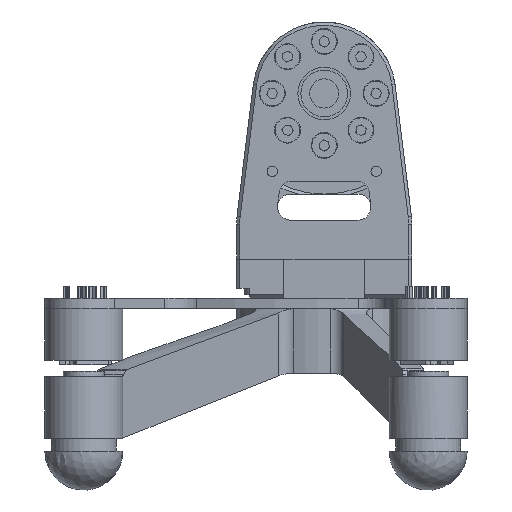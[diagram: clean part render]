
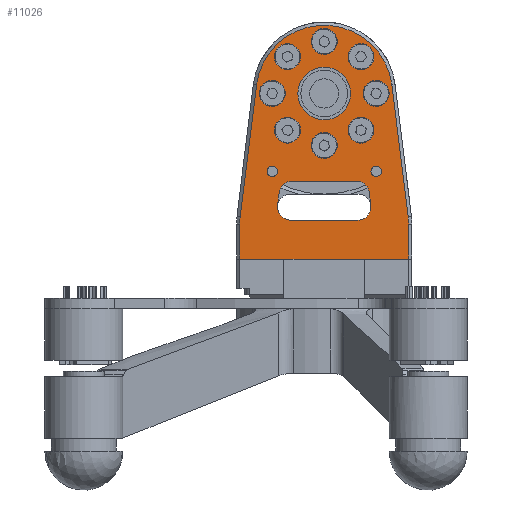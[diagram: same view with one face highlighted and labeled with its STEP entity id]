
A CAD part, left-side view. The second image highlights one B-rep face of the part: STEP entity #11026.
In plain terms, the highlighted face is planar.
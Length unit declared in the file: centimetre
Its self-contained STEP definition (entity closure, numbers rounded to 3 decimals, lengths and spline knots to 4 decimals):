
#3400=PLANE('',#11813);
#3845=VECTOR('',#13643,1.);
#3851=VECTOR('',#13656,1.);
#3855=VECTOR('',#13667,1.);
#3859=VECTOR('',#13678,1.);
#3860=VECTOR('',#13698,1.);
#3861=VECTOR('',#13701,1.);
#3862=VECTOR('',#13704,1.);
#3863=VECTOR('',#13707,1.);
#3864=VECTOR('',#13714,1.);
#4360=LINE('',#16592,#3845);
#4366=LINE('',#16608,#3851);
#4370=LINE('',#16620,#3855);
#4374=LINE('',#16632,#3859);
#4375=LINE('',#16652,#3860);
#4376=LINE('',#16657,#3861);
#4377=LINE('',#16661,#3862);
#4378=LINE('',#16665,#3863);
#4379=LINE('',#16672,#3864);
#5046=VERTEX_POINT('',#16591);
#5047=VERTEX_POINT('',#16593);
#5049=VERTEX_POINT('',#16599);
#5051=VERTEX_POINT('',#16605);
#5053=VERTEX_POINT('',#16611);
#5055=VERTEX_POINT('',#16617);
#5057=VERTEX_POINT('',#16623);
#5059=VERTEX_POINT('',#16629);
#5061=VERTEX_POINT('',#16635);
#5062=VERTEX_POINT('',#16637);
#5063=VERTEX_POINT('',#16639);
#5064=VERTEX_POINT('',#16641);
#5065=VERTEX_POINT('',#16643);
#5066=VERTEX_POINT('',#16645);
#5067=VERTEX_POINT('',#16647);
#5068=VERTEX_POINT('',#16649);
#5069=VERTEX_POINT('',#16651);
#5070=VERTEX_POINT('',#16653);
#5071=VERTEX_POINT('',#16654);
#5072=VERTEX_POINT('',#16656);
#5073=VERTEX_POINT('',#16658);
#5074=VERTEX_POINT('',#16660);
#5075=VERTEX_POINT('',#16662);
#5076=VERTEX_POINT('',#16664);
#5077=VERTEX_POINT('',#16666);
#5078=VERTEX_POINT('',#16669);
#5079=VERTEX_POINT('',#16671);
#5535=CIRCLE('',#11803,0.95);
#5537=CIRCLE('',#11807,1.05);
#5539=CIRCLE('',#11811,0.95);
#5540=CIRCLE('',#11814,0.2);
#5541=CIRCLE('',#11815,0.2);
#5542=CIRCLE('',#11816,0.2);
#5543=CIRCLE('',#11817,0.2);
#5544=CIRCLE('',#11818,0.2);
#5545=CIRCLE('',#11819,0.2);
#5546=CIRCLE('',#11820,0.2);
#5547=CIRCLE('',#11821,0.2);
#5548=CIRCLE('',#11822,0.405);
#5549=CIRCLE('',#11823,0.2);
#5550=CIRCLE('',#11824,0.2);
#5551=CIRCLE('',#11825,0.2);
#5552=CIRCLE('',#11826,0.2);
#5553=CIRCLE('',#11827,0.08);
#5554=CIRCLE('',#11828,0.08);
#6430=EDGE_CURVE('',#5046,#5047,#4360,.T.);
#6435=EDGE_CURVE('',#5047,#5049,#5535,.T.);
#6438=EDGE_CURVE('',#5049,#5051,#4366,.T.);
#6441=EDGE_CURVE('',#5051,#5053,#5537,.T.);
#6444=EDGE_CURVE('',#5053,#5055,#4370,.T.);
#6447=EDGE_CURVE('',#5055,#5057,#5539,.T.);
#6450=EDGE_CURVE('',#5057,#5059,#4374,.T.);
#6451=EDGE_CURVE('',#5061,#5061,#5540,.T.);
#6452=EDGE_CURVE('',#5062,#5062,#5541,.T.);
#6453=EDGE_CURVE('',#5063,#5063,#5542,.T.);
#6454=EDGE_CURVE('',#5064,#5064,#5543,.T.);
#6455=EDGE_CURVE('',#5065,#5065,#5544,.T.);
#6456=EDGE_CURVE('',#5066,#5066,#5545,.T.);
#6457=EDGE_CURVE('',#5067,#5067,#5546,.T.);
#6458=EDGE_CURVE('',#5068,#5068,#5547,.T.);
#6459=EDGE_CURVE('',#5069,#5069,#5548,.T.);
#6460=EDGE_CURVE('',#5070,#5071,#4375,.T.);
#6461=EDGE_CURVE('',#5072,#5071,#5549,.T.);
#6462=EDGE_CURVE('',#5072,#5073,#4376,.T.);
#6463=EDGE_CURVE('',#5074,#5073,#5550,.T.);
#6464=EDGE_CURVE('',#5074,#5075,#4377,.T.);
#6465=EDGE_CURVE('',#5076,#5075,#5551,.T.);
#6466=EDGE_CURVE('',#5076,#5077,#4378,.T.);
#6467=EDGE_CURVE('',#5070,#5077,#5552,.T.);
#6468=EDGE_CURVE('',#5078,#5078,#5553,.T.);
#6469=EDGE_CURVE('',#5079,#5079,#5554,.T.);
#6470=EDGE_CURVE('',#5059,#5046,#4379,.T.);
#8253=ORIENTED_EDGE('',*,*,#6451,.T.);
#8254=ORIENTED_EDGE('',*,*,#6452,.T.);
#8255=ORIENTED_EDGE('',*,*,#6453,.T.);
#8256=ORIENTED_EDGE('',*,*,#6454,.T.);
#8257=ORIENTED_EDGE('',*,*,#6455,.T.);
#8258=ORIENTED_EDGE('',*,*,#6456,.T.);
#8259=ORIENTED_EDGE('',*,*,#6457,.T.);
#8260=ORIENTED_EDGE('',*,*,#6458,.T.);
#8261=ORIENTED_EDGE('',*,*,#6459,.T.);
#8262=ORIENTED_EDGE('',*,*,#6460,.T.);
#8263=ORIENTED_EDGE('',*,*,#6461,.F.);
#8264=ORIENTED_EDGE('',*,*,#6462,.T.);
#8265=ORIENTED_EDGE('',*,*,#6463,.F.);
#8266=ORIENTED_EDGE('',*,*,#6464,.T.);
#8267=ORIENTED_EDGE('',*,*,#6465,.F.);
#8268=ORIENTED_EDGE('',*,*,#6466,.T.);
#8269=ORIENTED_EDGE('',*,*,#6467,.F.);
#8270=ORIENTED_EDGE('',*,*,#6468,.T.);
#8271=ORIENTED_EDGE('',*,*,#6469,.T.);
#8272=ORIENTED_EDGE('',*,*,#6450,.F.);
#8273=ORIENTED_EDGE('',*,*,#6447,.F.);
#8274=ORIENTED_EDGE('',*,*,#6444,.F.);
#8275=ORIENTED_EDGE('',*,*,#6441,.F.);
#8276=ORIENTED_EDGE('',*,*,#6438,.F.);
#8277=ORIENTED_EDGE('',*,*,#6435,.F.);
#8278=ORIENTED_EDGE('',*,*,#6430,.F.);
#8279=ORIENTED_EDGE('',*,*,#6470,.F.);
#9504=EDGE_LOOP('',(#8253));
#9505=EDGE_LOOP('',(#8254));
#9506=EDGE_LOOP('',(#8255));
#9507=EDGE_LOOP('',(#8256));
#9508=EDGE_LOOP('',(#8257));
#9509=EDGE_LOOP('',(#8258));
#9510=EDGE_LOOP('',(#8259));
#9511=EDGE_LOOP('',(#8260));
#9512=EDGE_LOOP('',(#8261));
#9513=EDGE_LOOP('',(#8262,#8263,#8264,#8265,#8266,#8267,#8268,#8269));
#9514=EDGE_LOOP('',(#8270));
#9515=EDGE_LOOP('',(#8271));
#9516=EDGE_LOOP('',(#8272,#8273,#8274,#8275,#8276,#8277,#8278,#8279));
#10353=FACE_BOUND('',#9504,.T.);
#10354=FACE_BOUND('',#9505,.T.);
#10355=FACE_BOUND('',#9506,.T.);
#10356=FACE_BOUND('',#9507,.T.);
#10357=FACE_BOUND('',#9508,.T.);
#10358=FACE_BOUND('',#9509,.T.);
#10359=FACE_BOUND('',#9510,.T.);
#10360=FACE_BOUND('',#9511,.T.);
#10361=FACE_BOUND('',#9512,.T.);
#10362=FACE_BOUND('',#9513,.T.);
#10363=FACE_BOUND('',#9514,.T.);
#10364=FACE_BOUND('',#9515,.T.);
#10365=FACE_BOUND('',#9516,.T.);
#11026=ADVANCED_FACE('',(#10353,#10354,#10355,#10356,#10357,#10358,#10359,
#10360,#10361,#10362,#10363,#10364,#10365),#3400,.F.);
#11803=AXIS2_PLACEMENT_3D('',#16602,#13651,#13652);
#11807=AXIS2_PLACEMENT_3D('',#16614,#13662,#13663);
#11811=AXIS2_PLACEMENT_3D('',#16626,#13673,#13674);
#11813=AXIS2_PLACEMENT_3D('',#16633,#13679,$);
#11814=AXIS2_PLACEMENT_3D('',#16634,#13680,#13681);
#11815=AXIS2_PLACEMENT_3D('',#16636,#13682,#13683);
#11816=AXIS2_PLACEMENT_3D('',#16638,#13684,#13685);
#11817=AXIS2_PLACEMENT_3D('',#16640,#13686,#13687);
#11818=AXIS2_PLACEMENT_3D('',#16642,#13688,#13689);
#11819=AXIS2_PLACEMENT_3D('',#16644,#13690,#13691);
#11820=AXIS2_PLACEMENT_3D('',#16646,#13692,#13693);
#11821=AXIS2_PLACEMENT_3D('',#16648,#13694,#13695);
#11822=AXIS2_PLACEMENT_3D('',#16650,#13696,#13697);
#11823=AXIS2_PLACEMENT_3D('',#16655,#13699,#13700);
#11824=AXIS2_PLACEMENT_3D('',#16659,#13702,#13703);
#11825=AXIS2_PLACEMENT_3D('',#16663,#13705,#13706);
#11826=AXIS2_PLACEMENT_3D('',#16667,#13708,#13709);
#11827=AXIS2_PLACEMENT_3D('',#16668,#13710,#13711);
#11828=AXIS2_PLACEMENT_3D('',#16670,#13712,#13713);
#13643=DIRECTION('',(1.,0.,0.));
#13651=DIRECTION('',(0.,0.,1.));
#13652=DIRECTION('',(0.059,-0.948,0.));
#13656=DIRECTION('',(0.992,0.123,0.));
#13662=DIRECTION('',(0.,0.,1.));
#13663=DIRECTION('',(1.05,0.,0.));
#13667=DIRECTION('',(-0.992,0.123,0.));
#13673=DIRECTION('',(0.,0.,1.));
#13674=DIRECTION('',(0.059,0.948,0.));
#13678=DIRECTION('',(-1.,0.,0.));
#13679=DIRECTION('',(0.,0.,1.));
#13680=DIRECTION('',(0.,0.,1.));
#13681=DIRECTION('',(-0.141,0.141,0.));
#13682=DIRECTION('',(0.,0.,1.));
#13683=DIRECTION('',(0.,0.2,0.));
#13684=DIRECTION('',(0.,0.,1.));
#13685=DIRECTION('',(0.141,0.141,0.));
#13686=DIRECTION('',(0.,0.,1.));
#13687=DIRECTION('',(0.2,0.,0.));
#13688=DIRECTION('',(0.,0.,1.));
#13689=DIRECTION('',(0.141,-0.141,0.));
#13690=DIRECTION('',(0.,0.,1.));
#13691=DIRECTION('',(0.,-0.2,0.));
#13692=DIRECTION('',(0.,0.,1.));
#13693=DIRECTION('',(-0.141,-0.141,0.));
#13694=DIRECTION('',(0.,0.,1.));
#13695=DIRECTION('',(-0.2,0.,0.));
#13696=DIRECTION('',(0.,0.,1.));
#13697=DIRECTION('',(-0.405,0.,0.));
#13698=DIRECTION('',(0.,1.,0.));
#13699=DIRECTION('',(0.,0.,-1.));
#13700=DIRECTION('',(0.15,0.132,0.));
#13701=DIRECTION('',(-0.992,0.123,0.));
#13702=DIRECTION('',(0.,0.,-1.));
#13703=DIRECTION('',(-0.132,0.15,0.));
#13704=DIRECTION('',(0.,-1.,0.));
#13705=DIRECTION('',(0.,0.,-1.));
#13706=DIRECTION('',(-0.132,-0.15,0.));
#13707=DIRECTION('',(0.992,0.123,0.));
#13708=DIRECTION('',(0.,0.,-1.));
#13709=DIRECTION('',(0.15,-0.132,0.));
#13710=DIRECTION('',(0.,0.,1.));
#13711=DIRECTION('',(0.08,0.,0.));
#13712=DIRECTION('',(0.,0.,1.));
#13713=DIRECTION('',(0.08,0.,0.));
#13714=DIRECTION('',(0.,-1.,0.));
#16591=CARTESIAN_POINT('',(-2.55,-1.3,0.));
#16592=CARTESIAN_POINT('',(-1.5444,-1.3,0.));
#16593=CARTESIAN_POINT('',(-2.0117,-1.3,0.));
#16599=CARTESIAN_POINT('',(-1.8949,-1.2928,0.));
#16602=CARTESIAN_POINT('',(-2.0117,-0.35,0.));
#16605=CARTESIAN_POINT('',(0.1291,-1.042,0.));
#16608=CARTESIAN_POINT('',(-0.5641,-1.1279,0.));
#16611=CARTESIAN_POINT('',(0.1291,1.042,0.));
#16614=CARTESIAN_POINT('',(0.,0.,0.));
#16617=CARTESIAN_POINT('',(-1.8949,1.2928,0.));
#16620=CARTESIAN_POINT('',(-0.5641,1.1279,0.));
#16623=CARTESIAN_POINT('',(-2.0117,1.3,0.));
#16626=CARTESIAN_POINT('',(-2.0117,0.35,0.));
#16629=CARTESIAN_POINT('',(-2.55,1.3,0.));
#16632=CARTESIAN_POINT('',(-1.5444,1.3,0.));
#16633=CARTESIAN_POINT('',(-0.8389,0.,0.));
#16634=CARTESIAN_POINT('',(0.5657,0.5657,0.));
#16635=CARTESIAN_POINT('',(0.4243,0.7071,0.));
#16636=CARTESIAN_POINT('',(0.8,0.,0.));
#16637=CARTESIAN_POINT('',(0.8,0.2,0.));
#16638=CARTESIAN_POINT('',(0.5657,-0.5657,0.));
#16639=CARTESIAN_POINT('',(0.7071,-0.4243,0.));
#16640=CARTESIAN_POINT('',(0.,-0.8,0.));
#16641=CARTESIAN_POINT('',(0.2,-0.8,0.));
#16642=CARTESIAN_POINT('',(-0.5657,-0.5657,0.));
#16643=CARTESIAN_POINT('',(-0.4243,-0.7071,0.));
#16644=CARTESIAN_POINT('',(-0.8,0.,0.));
#16645=CARTESIAN_POINT('',(-0.8,-0.2,0.));
#16646=CARTESIAN_POINT('',(-0.5657,0.5657,0.));
#16647=CARTESIAN_POINT('',(-0.7071,0.4243,0.));
#16648=CARTESIAN_POINT('',(0.,0.8,0.));
#16649=CARTESIAN_POINT('',(-0.2,0.8,0.));
#16650=CARTESIAN_POINT('',(0.,0.,0.));
#16651=CARTESIAN_POINT('',(0.405,0.,0.));
#16652=CARTESIAN_POINT('',(-1.35,0.,0.));
#16653=CARTESIAN_POINT('',(-1.35,-0.4943,0.));
#16654=CARTESIAN_POINT('',(-1.35,0.4943,0.));
#16655=CARTESIAN_POINT('',(-1.55,0.4943,0.));
#16656=CARTESIAN_POINT('',(-1.5254,0.6928,0.));
#16657=CARTESIAN_POINT('',(-1.2073,0.6534,0.));
#16658=CARTESIAN_POINT('',(-1.7254,0.7176,0.));
#16659=CARTESIAN_POINT('',(-1.75,0.5191,0.));
#16660=CARTESIAN_POINT('',(-1.95,0.5191,0.));
#16661=CARTESIAN_POINT('',(-1.95,0.,0.));
#16662=CARTESIAN_POINT('',(-1.95,-0.5191,0.));
#16663=CARTESIAN_POINT('',(-1.75,-0.5191,0.));
#16664=CARTESIAN_POINT('',(-1.7254,-0.7176,0.));
#16665=CARTESIAN_POINT('',(-1.2073,-0.6534,0.));
#16666=CARTESIAN_POINT('',(-1.5254,-0.6928,0.));
#16667=CARTESIAN_POINT('',(-1.55,-0.4943,0.));
#16668=CARTESIAN_POINT('',(-1.2,-0.8,0.));
#16669=CARTESIAN_POINT('',(-1.28,-0.8,0.));
#16670=CARTESIAN_POINT('',(-1.2,0.8,0.));
#16671=CARTESIAN_POINT('',(-1.28,0.8,0.));
#16672=CARTESIAN_POINT('',(-2.55,1.35,0.));
